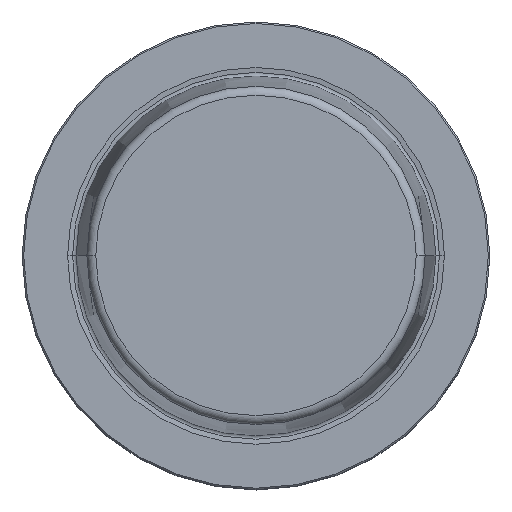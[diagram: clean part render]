
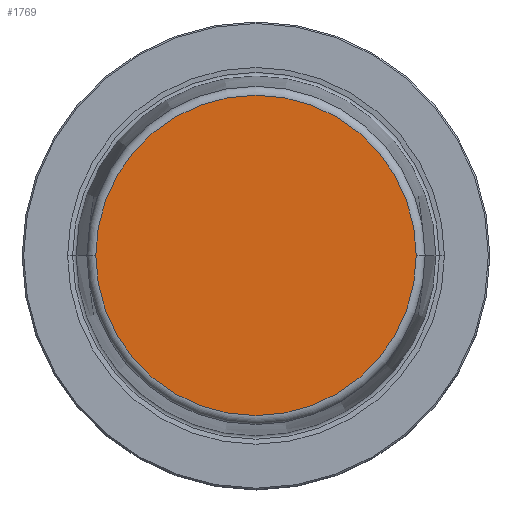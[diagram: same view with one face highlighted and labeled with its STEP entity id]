
A CAD part, top view. The second image highlights one B-rep face of the part: STEP entity #1769.
In plain terms, the highlighted planar face has unit normal (0, 0, 1).
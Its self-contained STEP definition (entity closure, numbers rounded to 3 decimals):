
#328=CARTESIAN_POINT('',(0.,0.,31.9));
#329=DIRECTION('',(0.,0.,1.));
#330=DIRECTION('',(1.,0.,0.));
#331=AXIS2_PLACEMENT_3D('',#328,#329,#330);
#336=CARTESIAN_POINT('',(0.,0.,31.9));
#337=DIRECTION('',(0.,0.,-1.));
#338=DIRECTION('',(1.,0.,0.));
#339=AXIS2_PLACEMENT_3D('',#336,#337,#338);
#1370=CARTESIAN_POINT('',(21.581,0.,31.9));
#1371=VERTEX_POINT('',#1370);
#1386=CARTESIAN_POINT('',(-21.581,0.,31.9));
#1387=VERTEX_POINT('',#1386);
#1760=CARTESIAN_POINT('',(0.,0.,31.9));
#1761=DIRECTION('',(0.,0.,-1.));
#1762=DIRECTION('',(-1.,0.,0.));
#1763=AXIS2_PLACEMENT_3D('',#1760,#1761,#1762);
#1764=PLANE('',#1763);
#1765=ORIENTED_EDGE('',*,*,#1753,.F.);
#1766=ORIENTED_EDGE('',*,*,#1742,.T.);
#1767=EDGE_LOOP('',(#1765,#1766));
#1768=FACE_OUTER_BOUND('',#1767,.F.);
#1769=ADVANCED_FACE('',(#1768),#1764,.F.);
#332=CIRCLE('',#331,21.581);
#340=CIRCLE('',#339,21.581);
#1742=EDGE_CURVE('',#1371,#1387,#340,.T.);
#1753=EDGE_CURVE('',#1371,#1387,#332,.T.);
